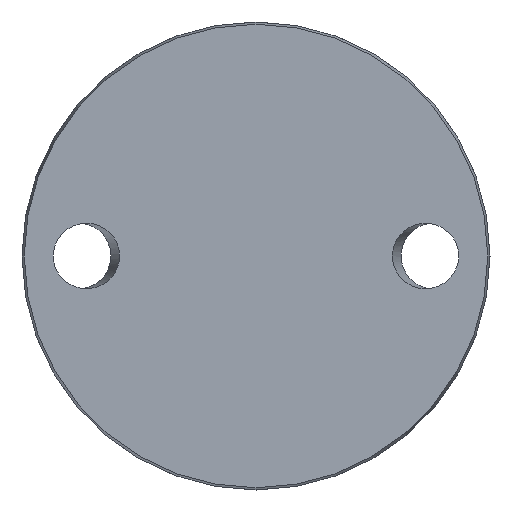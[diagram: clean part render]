
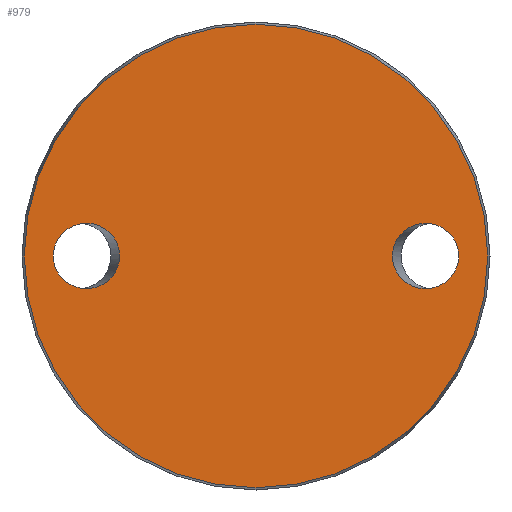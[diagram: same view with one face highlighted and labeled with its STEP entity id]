
A CAD part, front view. The second image highlights one B-rep face of the part: STEP entity #979.
In plain terms, the highlighted planar face has unit normal (0, -1, 0).
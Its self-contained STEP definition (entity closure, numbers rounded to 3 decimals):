
#12 = DIRECTION ( 'NONE',  ( 0., -1., 0. ) ) ;
#13 = PLANE ( 'NONE',  #773 ) ;
#58 =( BOUNDED_CURVE ( )  B_SPLINE_CURVE ( 3, ( #544, #934, #78, #244, #856, #537, #469 ),
 .UNSPECIFIED., .T., .F. ) 
 B_SPLINE_CURVE_WITH_KNOTS ( ( 4, 3, 4 ),
 ( 0., 3.142, 6.283 ),
 .UNSPECIFIED. ) 
 CURVE ( )  GEOMETRIC_REPRESENTATION_ITEM ( )  RATIONAL_B_SPLINE_CURVE ( ( 1., 0.333, 0.333, 1., 0.333, 0.333, 1. ) ) 
 REPRESENTATION_ITEM ( '' )  );
#68 = EDGE_CURVE ( 'NONE', #70, #70, #431, .T. ) ;
#70 = VERTEX_POINT ( 'NONE', #527 ) ;
#78 = CARTESIAN_POINT ( 'NONE',  ( -34.385, 0., 16.5 ) ) ;
#82 = CARTESIAN_POINT ( 'NONE',  ( 0., 0., -58.425 ) ) ;
#164 = CARTESIAN_POINT ( 'NONE',  ( 34.385, 0., 0. ) ) ;
#169 = CARTESIAN_POINT ( 'NONE',  ( -58.425, 0., 0. ) ) ;
#241 = DIRECTION ( 'NONE',  ( 0., 1., 0. ) ) ;
#244 = CARTESIAN_POINT ( 'NONE',  ( -34.385, 0., 0. ) ) ;
#250 = CARTESIAN_POINT ( 'NONE',  ( 0., 0., 0. ) ) ;
#310 = CARTESIAN_POINT ( 'NONE',  ( 34.385, 0., 16.5 ) ) ;
#318 = CARTESIAN_POINT ( 'NONE',  ( 51.115, 0., 0. ) ) ;
#394 = DIRECTION ( 'NONE',  ( 0., 0., -1. ) ) ;
#415 = CARTESIAN_POINT ( 'NONE',  ( -51.115, 0., 0. ) ) ;
#431 =( BOUNDED_CURVE ( )  B_SPLINE_CURVE ( 3, ( #164, #684, #772, #318, #618, #310, #533 ),
 .UNSPECIFIED., .T., .F. ) 
 B_SPLINE_CURVE_WITH_KNOTS ( ( 4, 3, 4 ),
 ( 0., 3.142, 6.283 ),
 .UNSPECIFIED. ) 
 CURVE ( )  GEOMETRIC_REPRESENTATION_ITEM ( )  RATIONAL_B_SPLINE_CURVE ( ( 1., 0.333, 0.333, 1., 0.333, 0.333, 1. ) ) 
 REPRESENTATION_ITEM ( '' )  );
#468 = EDGE_CURVE ( 'NONE', #771, #771, #664, .T. ) ;
#469 = CARTESIAN_POINT ( 'NONE',  ( -51.115, 0., 0. ) ) ;
#485 = ORIENTED_EDGE ( 'NONE', *, *, #982, .T. ) ;
#527 = CARTESIAN_POINT ( 'NONE',  ( 34.385, 0., 0. ) ) ;
#533 = CARTESIAN_POINT ( 'NONE',  ( 34.385, 0., 0. ) ) ;
#537 = CARTESIAN_POINT ( 'NONE',  ( -51.115, 0., -16.5 ) ) ;
#544 = CARTESIAN_POINT ( 'NONE',  ( -51.115, 0., 0. ) ) ;
#559 = VERTEX_POINT ( 'NONE', #415 ) ;
#592 = ORIENTED_EDGE ( 'NONE', *, *, #68, .F. ) ;
#604 = FACE_BOUND ( 'NONE', #689, .T. ) ;
#618 = CARTESIAN_POINT ( 'NONE',  ( 51.115, 0., 16.5 ) ) ;
#664 = CIRCLE ( 'NONE', #873, 58.425 ) ;
#684 = CARTESIAN_POINT ( 'NONE',  ( 34.385, 0., -16.5 ) ) ;
#689 = EDGE_LOOP ( 'NONE', ( #485 ) ) ;
#694 = DIRECTION ( 'NONE',  ( 0., 0., 1. ) ) ;
#720 = EDGE_LOOP ( 'NONE', ( #592 ) ) ;
#763 = FACE_OUTER_BOUND ( 'NONE', #764, .T. ) ;
#764 = EDGE_LOOP ( 'NONE', ( #989 ) ) ;
#771 = VERTEX_POINT ( 'NONE', #82 ) ;
#772 = CARTESIAN_POINT ( 'NONE',  ( 51.115, 0., -16.5 ) ) ;
#773 = AXIS2_PLACEMENT_3D ( 'NONE', #169, #241, #694 ) ;
#856 = CARTESIAN_POINT ( 'NONE',  ( -34.385, 0., -16.5 ) ) ;
#873 = AXIS2_PLACEMENT_3D ( 'NONE', #250, #12, #394 ) ;
#917 = FACE_BOUND ( 'NONE', #720, .T. ) ;
#934 = CARTESIAN_POINT ( 'NONE',  ( -51.115, 0., 16.5 ) ) ;
#979 = ADVANCED_FACE ( 'NONE', ( #604, #917, #763 ), #13, .F. ) ;
#982 = EDGE_CURVE ( 'NONE', #559, #559, #58, .T. ) ;
#989 = ORIENTED_EDGE ( 'NONE', *, *, #468, .T. ) ;
